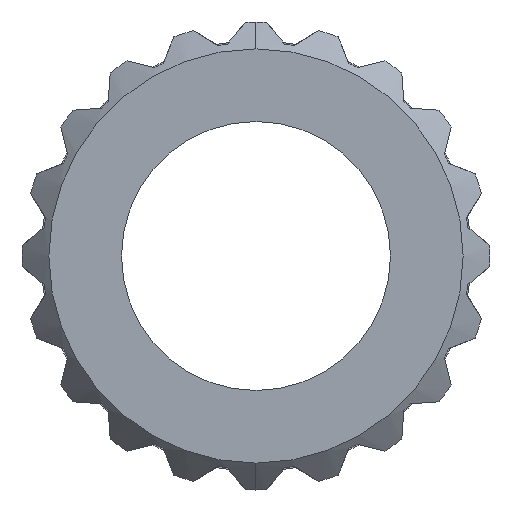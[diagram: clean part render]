
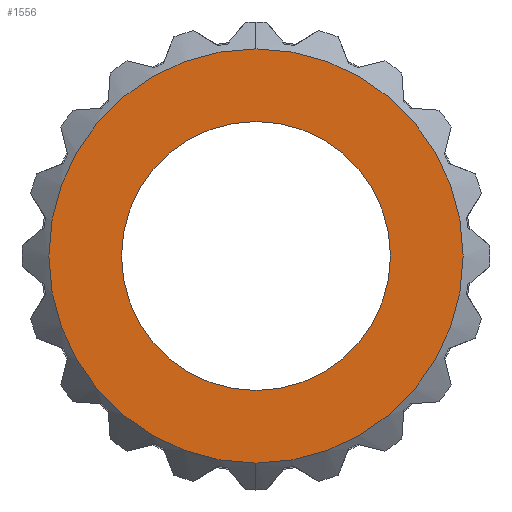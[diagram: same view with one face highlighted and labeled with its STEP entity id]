
A CAD part, left-side view. The second image highlights one B-rep face of the part: STEP entity #1556.
In plain terms, the highlighted planar face has unit normal (-1, 0, 0).
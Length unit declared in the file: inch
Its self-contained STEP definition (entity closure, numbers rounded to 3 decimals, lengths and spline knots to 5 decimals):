
#967 = CIRCLE ( 'NONE', #3142, 0.25 ) ;
#972 = CIRCLE ( 'NONE', #3147, 0.385 ) ;
#1013 = CIRCLE ( 'NONE', #3155, 0.385 ) ;
#1556 = ADVANCED_FACE ( 'NONE', ( #2386, #2383 ), #9338, .F. ) ;
#2178 = EDGE_CURVE ( 'NONE', #4284, #4283, #967, .T. ) ;
#2383 = FACE_OUTER_BOUND ( 'NONE', #7255, .T. ) ;
#2386 = FACE_BOUND ( 'NONE', #7345, .T. ) ;
#2770 = EDGE_CURVE ( 'NONE', #3654, #3663, #972, .T. ) ;
#2850 = AXIS2_PLACEMENT_3D ( 'NONE', #9335, #9340, #9341 ) ;
#3142 = AXIS2_PLACEMENT_3D ( 'NONE', #5882, #5883, #5884 ) ;
#3147 = AXIS2_PLACEMENT_3D ( 'NONE', #5909, #5910, #5911 ) ;
#3155 = AXIS2_PLACEMENT_3D ( 'NONE', #6780, #6781, #6782 ) ;
#3618 = ORIENTED_EDGE ( 'NONE', *, *, #8524, .F. ) ;
#3619 = ORIENTED_EDGE ( 'NONE', *, *, #2178, .F. ) ;
#3620 = ORIENTED_EDGE ( 'NONE', *, *, #3767, .T. ) ;
#3621 = ORIENTED_EDGE ( 'NONE', *, *, #2770, .T. ) ;
#3654 = VERTEX_POINT ( 'NONE', #6678 ) ;
#3663 = VERTEX_POINT ( 'NONE', #6685 ) ;
#3767 = EDGE_CURVE ( 'NONE', #3663, #3654, #1013, .T. ) ;
#4283 = VERTEX_POINT ( 'NONE', #6842 ) ;
#4284 = VERTEX_POINT ( 'NONE', #6840 ) ;
#5882 = CARTESIAN_POINT ( 'NONE',  ( 0.05433, 0., 0. ) ) ;
#5883 = DIRECTION ( 'NONE',  ( -1., 0., 0. ) ) ;
#5884 = DIRECTION ( 'NONE',  ( 0., 0., 1. ) ) ;
#5909 = CARTESIAN_POINT ( 'NONE',  ( 0.05433, 0., 0. ) ) ;
#5910 = DIRECTION ( 'NONE',  ( -1., 0., 0. ) ) ;
#5911 = DIRECTION ( 'NONE',  ( 0., 0., 1. ) ) ;
#6295 = CIRCLE ( 'NONE', #6500, 0.25 ) ;
#6500 = AXIS2_PLACEMENT_3D ( 'NONE', #9051, #9052, #9053 ) ;
#6678 = CARTESIAN_POINT ( 'NONE',  ( 0.05433, 0., 0.385 ) ) ;
#6685 = CARTESIAN_POINT ( 'NONE',  ( 0.05433, 0., -0.385 ) ) ;
#6780 = CARTESIAN_POINT ( 'NONE',  ( 0.05433, 0., 0. ) ) ;
#6781 = DIRECTION ( 'NONE',  ( -1., 0., 0. ) ) ;
#6782 = DIRECTION ( 'NONE',  ( 0., 0., 1. ) ) ;
#6840 = CARTESIAN_POINT ( 'NONE',  ( 0.05433, 0., -0.25 ) ) ;
#6842 = CARTESIAN_POINT ( 'NONE',  ( 0.05433, 0., 0.25 ) ) ;
#7255 = EDGE_LOOP ( 'NONE', ( #3620, #3621 ) ) ;
#7345 = EDGE_LOOP ( 'NONE', ( #3618, #3619 ) ) ;
#8524 = EDGE_CURVE ( 'NONE', #4283, #4284, #6295, .T. ) ;
#9051 = CARTESIAN_POINT ( 'NONE',  ( 0.05433, 0., 0. ) ) ;
#9052 = DIRECTION ( 'NONE',  ( -1., 0., 0. ) ) ;
#9053 = DIRECTION ( 'NONE',  ( 0., 0., 1. ) ) ;
#9335 = CARTESIAN_POINT ( 'NONE',  ( 0.05433, 0.25, 0. ) ) ;
#9338 = PLANE ( 'NONE',  #2850 ) ;
#9340 = DIRECTION ( 'NONE',  ( 1., 0., 0. ) ) ;
#9341 = DIRECTION ( 'NONE',  ( 0., 0., -1. ) ) ;
